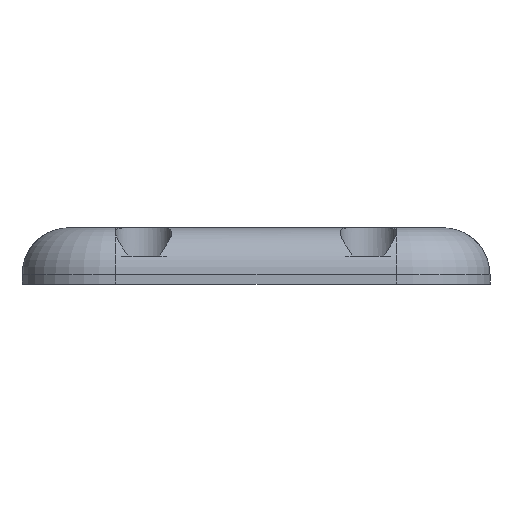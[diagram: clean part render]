
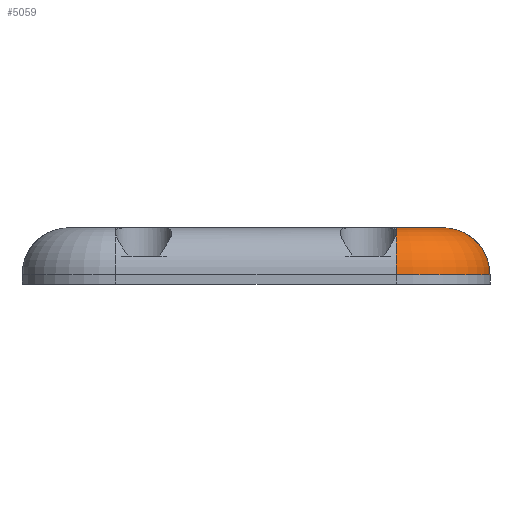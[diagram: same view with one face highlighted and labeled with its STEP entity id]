
A CAD part, left-side view. The second image highlights one B-rep face of the part: STEP entity #5059.
In plain terms, the highlighted toroidal (fillet/blend) face has major radius 5 mm and minor radius 5 mm.
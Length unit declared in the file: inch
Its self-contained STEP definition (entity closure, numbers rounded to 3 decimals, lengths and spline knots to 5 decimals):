
#284 = ORIENTED_EDGE ( 'NONE', *, *, #4284, .T. ) ;
#305 = CIRCLE ( 'NONE', #2304, 0.3937 ) ;
#753 = CIRCLE ( 'NONE', #2033, 0.19685 ) ;
#1012 = EDGE_CURVE ( 'NONE', #1562, #5907, #753, .T. ) ;
#1192 = ORIENTED_EDGE ( 'NONE', *, *, #2567, .F. ) ;
#1562 = VERTEX_POINT ( 'NONE', #6245 ) ;
#1788 = CARTESIAN_POINT ( 'NONE',  ( -3.72166, -0.55335, 0.21802 ) ) ;
#1791 = DIRECTION ( 'NONE',  ( 1., 0., 0. ) ) ;
#1798 = DIRECTION ( 'NONE',  ( 0., -1., 0. ) ) ;
#1929 = DIRECTION ( 'NONE',  ( 0., 0., 1. ) ) ;
#2033 = AXIS2_PLACEMENT_3D ( 'NONE', #2552, #5261, #1798 ) ;
#2085 = CARTESIAN_POINT ( 'NONE',  ( -3.44213, -0.94705, 0.03937 ) ) ;
#2097 = CARTESIAN_POINT ( 'NONE',  ( -3.44213, -0.55335, 0.23622 ) ) ;
#2102 = VERTEX_POINT ( 'NONE', #3036 ) ;
#2298 = ORIENTED_EDGE ( 'NONE', *, *, #7037, .T. ) ;
#2304 = AXIS2_PLACEMENT_3D ( 'NONE', #3096, #7763, #1791 ) ;
#2319 = TOROIDAL_SURFACE ( 'NONE', #7439, 0.19685, 0.19685 ) ;
#2552 = CARTESIAN_POINT ( 'NONE',  ( -3.44213, -0.7502, 0.03937 ) ) ;
#2567 = EDGE_CURVE ( 'NONE', #5907, #5359, #305, .T. ) ;
#2847 = DIRECTION ( 'NONE',  ( 1., 0., 0. ) ) ;
#3036 = CARTESIAN_POINT ( 'NONE',  ( -3.63898, -0.55335, 0.23622 ) ) ;
#3096 = CARTESIAN_POINT ( 'NONE',  ( -3.44213, -0.55335, 0.03937 ) ) ;
#3758 = CIRCLE ( 'NONE', #4042, 0.19685 ) ;
#4039 = DIRECTION ( 'NONE',  ( 0., 0., 1. ) ) ;
#4042 = AXIS2_PLACEMENT_3D ( 'NONE', #6607, #8679, #6690 ) ;
#4056 = DIRECTION ( 'NONE',  ( 1., 0., 0. ) ) ;
#4284 = EDGE_CURVE ( 'NONE', #2102, #7522, #6730, .T. ) ;
#4797 = CARTESIAN_POINT ( 'NONE',  ( -3.44213, -0.55335, 0.03937 ) ) ;
#4976 = ORIENTED_EDGE ( 'NONE', *, *, #1012, .F. ) ;
#5059 = ADVANCED_FACE ( 'NONE', ( #7520 ), #2319, .T. ) ;
#5261 = DIRECTION ( 'NONE',  ( 1., 0., 0. ) ) ;
#5359 = VERTEX_POINT ( 'NONE', #5499 ) ;
#5499 = CARTESIAN_POINT ( 'NONE',  ( -3.83583, -0.55335, 0.03937 ) ) ;
#5907 = VERTEX_POINT ( 'NONE', #2085 ) ;
#6245 = CARTESIAN_POINT ( 'NONE',  ( -3.44213, -0.7502, 0.23622 ) ) ;
#6501 = ORIENTED_EDGE ( 'NONE', *, *, #7272, .T. ) ;
#6607 = CARTESIAN_POINT ( 'NONE',  ( -3.63898, -0.55335, 0.03937 ) ) ;
#6616 = AXIS2_PLACEMENT_3D ( 'NONE', #2097, #6782, #4056 ) ;
#6690 = DIRECTION ( 'NONE',  ( 0., 0., 1. ) ) ;
#6730 = CIRCLE ( 'NONE', #7588, 0.19685 ) ;
#6782 = DIRECTION ( 'NONE',  ( 0., 0., -1. ) ) ;
#7037 = EDGE_CURVE ( 'NONE', #7522, #5359, #3758, .T. ) ;
#7272 = EDGE_CURVE ( 'NONE', #1562, #2102, #8728, .T. ) ;
#7439 = AXIS2_PLACEMENT_3D ( 'NONE', #4797, #4039, #2847 ) ;
#7520 = FACE_OUTER_BOUND ( 'NONE', #8609, .T. ) ;
#7522 = VERTEX_POINT ( 'NONE', #1788 ) ;
#7588 = AXIS2_PLACEMENT_3D ( 'NONE', #8024, #8064, #1929 ) ;
#7763 = DIRECTION ( 'NONE',  ( 0., 0., -1. ) ) ;
#8024 = CARTESIAN_POINT ( 'NONE',  ( -3.63898, -0.55335, 0.03937 ) ) ;
#8064 = DIRECTION ( 'NONE',  ( 0., -1., 0. ) ) ;
#8609 = EDGE_LOOP ( 'NONE', ( #6501, #284, #2298, #1192, #4976 ) ) ;
#8679 = DIRECTION ( 'NONE',  ( 0., -1., 0. ) ) ;
#8728 = CIRCLE ( 'NONE', #6616, 0.19685 ) ;
